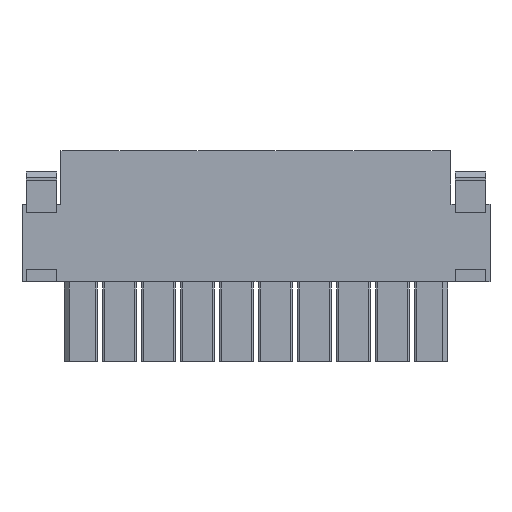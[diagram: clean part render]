
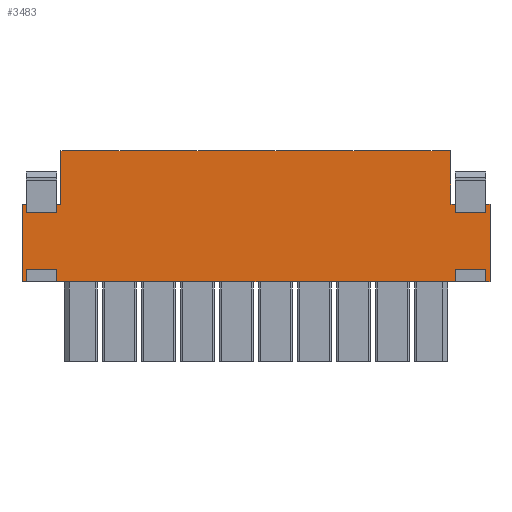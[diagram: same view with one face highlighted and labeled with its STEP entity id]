
A CAD part, front view. The second image highlights one B-rep face of the part: STEP entity #3483.
In plain terms, the highlighted planar face has unit normal (0, -1, 0).
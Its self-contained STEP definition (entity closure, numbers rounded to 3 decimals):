
#3321=AXIS2_PLACEMENT_3D('Plane Axis2P3D',#3318,#3319,#3320) ;
#80=CARTESIAN_POINT('Vertex',(84.605,0.,15.5)) ;
#83=CARTESIAN_POINT('Line Origine',(45.72,0.,15.5)) ;
#87=CARTESIAN_POINT('Vertex',(6.835,0.,15.5)) ;
#1990=CARTESIAN_POINT('Line Origine',(6.835,0.,16.7)) ;
#1994=CARTESIAN_POINT('Vertex',(6.835,0.,17.9)) ;
#2015=CARTESIAN_POINT('Vertex',(6.835,0.,29.)) ;
#2018=CARTESIAN_POINT('Line Origine',(6.835,0.,29.85)) ;
#2022=CARTESIAN_POINT('Vertex',(6.835,0.,30.7)) ;
#3085=CARTESIAN_POINT('Vertex',(7.62,0.,41.15)) ;
#3088=CARTESIAN_POINT('Line Origine',(45.72,0.,41.15)) ;
#3092=CARTESIAN_POINT('Vertex',(83.82,0.,41.15)) ;
#3318=CARTESIAN_POINT('Axis2P3D Location',(7.62,0.,15.5)) ;
#3323=CARTESIAN_POINT('Line Origine',(7.62,0.,35.925)) ;
#3327=CARTESIAN_POINT('Vertex',(7.62,0.,30.7)) ;
#3330=CARTESIAN_POINT('Line Origine',(7.228,0.,30.7)) ;
#3335=CARTESIAN_POINT('Line Origine',(3.81,0.,29.)) ;
#3339=CARTESIAN_POINT('Vertex',(0.785,0.,29.)) ;
#3342=CARTESIAN_POINT('Line Origine',(0.785,0.,29.85)) ;
#3346=CARTESIAN_POINT('Vertex',(0.785,0.,30.7)) ;
#3349=CARTESIAN_POINT('Line Origine',(0.393,0.,30.7)) ;
#3353=CARTESIAN_POINT('Vertex',(0.,0.,30.7)) ;
#3356=CARTESIAN_POINT('Line Origine',(0.,0.,23.1)) ;
#3360=CARTESIAN_POINT('Vertex',(0.,0.,15.5)) ;
#3363=CARTESIAN_POINT('Line Origine',(0.393,0.,15.5)) ;
#3367=CARTESIAN_POINT('Vertex',(0.785,0.,15.5)) ;
#3370=CARTESIAN_POINT('Line Origine',(0.785,0.,16.7)) ;
#3374=CARTESIAN_POINT('Vertex',(0.785,0.,17.9)) ;
#3377=CARTESIAN_POINT('Line Origine',(3.81,0.,17.9)) ;
#3382=CARTESIAN_POINT('Line Origine',(84.605,0.,16.7)) ;
#3386=CARTESIAN_POINT('Vertex',(84.605,0.,17.9)) ;
#3389=CARTESIAN_POINT('Line Origine',(87.63,0.,17.9)) ;
#3393=CARTESIAN_POINT('Vertex',(90.655,0.,17.9)) ;
#3396=CARTESIAN_POINT('Line Origine',(90.655,0.,16.7)) ;
#3400=CARTESIAN_POINT('Vertex',(90.655,0.,15.5)) ;
#3403=CARTESIAN_POINT('Line Origine',(91.048,0.,15.5)) ;
#3407=CARTESIAN_POINT('Vertex',(91.44,0.,15.5)) ;
#3410=CARTESIAN_POINT('Line Origine',(91.44,0.,23.1)) ;
#3414=CARTESIAN_POINT('Vertex',(91.44,0.,30.7)) ;
#3417=CARTESIAN_POINT('Line Origine',(91.048,0.,30.7)) ;
#3421=CARTESIAN_POINT('Vertex',(90.655,0.,30.7)) ;
#3424=CARTESIAN_POINT('Line Origine',(90.655,0.,29.85)) ;
#3428=CARTESIAN_POINT('Vertex',(90.655,0.,29.)) ;
#3431=CARTESIAN_POINT('Line Origine',(87.63,0.,29.)) ;
#3435=CARTESIAN_POINT('Vertex',(84.605,0.,29.)) ;
#3438=CARTESIAN_POINT('Line Origine',(84.605,0.,29.85)) ;
#3442=CARTESIAN_POINT('Vertex',(84.605,0.,30.7)) ;
#3445=CARTESIAN_POINT('Line Origine',(84.213,0.,30.7)) ;
#3449=CARTESIAN_POINT('Vertex',(83.82,0.,30.7)) ;
#3452=CARTESIAN_POINT('Line Origine',(83.82,0.,35.925)) ;
#84=DIRECTION('Vector Direction',(1.,0.,0.)) ;
#1991=DIRECTION('Vector Direction',(0.,0.,1.)) ;
#2019=DIRECTION('Vector Direction',(0.,0.,1.)) ;
#3089=DIRECTION('Vector Direction',(1.,0.,0.)) ;
#3319=DIRECTION('Axis2P3D Direction',(0.,1.,0.)) ;
#3320=DIRECTION('Axis2P3D XDirection',(0.,0.,1.)) ;
#3324=DIRECTION('Vector Direction',(0.,0.,-1.)) ;
#3331=DIRECTION('Vector Direction',(-1.,0.,0.)) ;
#3336=DIRECTION('Vector Direction',(1.,0.,0.)) ;
#3343=DIRECTION('Vector Direction',(0.,0.,-1.)) ;
#3350=DIRECTION('Vector Direction',(1.,0.,0.)) ;
#3357=DIRECTION('Vector Direction',(0.,0.,-1.)) ;
#3364=DIRECTION('Vector Direction',(1.,0.,0.)) ;
#3371=DIRECTION('Vector Direction',(0.,0.,-1.)) ;
#3378=DIRECTION('Vector Direction',(1.,0.,0.)) ;
#3383=DIRECTION('Vector Direction',(0.,0.,1.)) ;
#3390=DIRECTION('Vector Direction',(1.,0.,0.)) ;
#3397=DIRECTION('Vector Direction',(0.,0.,-1.)) ;
#3404=DIRECTION('Vector Direction',(1.,0.,0.)) ;
#3411=DIRECTION('Vector Direction',(0.,0.,-1.)) ;
#3418=DIRECTION('Vector Direction',(1.,0.,0.)) ;
#3425=DIRECTION('Vector Direction',(0.,0.,-1.)) ;
#3432=DIRECTION('Vector Direction',(1.,0.,0.)) ;
#3439=DIRECTION('Vector Direction',(0.,0.,1.)) ;
#3446=DIRECTION('Vector Direction',(1.,0.,0.)) ;
#3453=DIRECTION('Vector Direction',(0.,0.,-1.)) ;
#85=VECTOR('Line Direction',#84,1.) ;
#1992=VECTOR('Line Direction',#1991,1.) ;
#2020=VECTOR('Line Direction',#2019,1.) ;
#3090=VECTOR('Line Direction',#3089,1.) ;
#3325=VECTOR('Line Direction',#3324,1.) ;
#3332=VECTOR('Line Direction',#3331,1.) ;
#3337=VECTOR('Line Direction',#3336,1.) ;
#3344=VECTOR('Line Direction',#3343,1.) ;
#3351=VECTOR('Line Direction',#3350,1.) ;
#3358=VECTOR('Line Direction',#3357,1.) ;
#3365=VECTOR('Line Direction',#3364,1.) ;
#3372=VECTOR('Line Direction',#3371,1.) ;
#3379=VECTOR('Line Direction',#3378,1.) ;
#3384=VECTOR('Line Direction',#3383,1.) ;
#3391=VECTOR('Line Direction',#3390,1.) ;
#3398=VECTOR('Line Direction',#3397,1.) ;
#3405=VECTOR('Line Direction',#3404,1.) ;
#3412=VECTOR('Line Direction',#3411,1.) ;
#3419=VECTOR('Line Direction',#3418,1.) ;
#3426=VECTOR('Line Direction',#3425,1.) ;
#3433=VECTOR('Line Direction',#3432,1.) ;
#3440=VECTOR('Line Direction',#3439,1.) ;
#3447=VECTOR('Line Direction',#3446,1.) ;
#3454=VECTOR('Line Direction',#3453,1.) ;
#3458=ORIENTED_EDGE('',*,*,#3329,.F.) ;
#3459=ORIENTED_EDGE('',*,*,#3334,.T.) ;
#3460=ORIENTED_EDGE('',*,*,#2024,.F.) ;
#3461=ORIENTED_EDGE('',*,*,#3341,.T.) ;
#3462=ORIENTED_EDGE('',*,*,#3348,.T.) ;
#3463=ORIENTED_EDGE('',*,*,#3355,.F.) ;
#3464=ORIENTED_EDGE('',*,*,#3362,.F.) ;
#3465=ORIENTED_EDGE('',*,*,#3369,.T.) ;
#3466=ORIENTED_EDGE('',*,*,#3376,.T.) ;
#3467=ORIENTED_EDGE('',*,*,#3381,.T.) ;
#3468=ORIENTED_EDGE('',*,*,#1996,.F.) ;
#3469=ORIENTED_EDGE('',*,*,#89,.T.) ;
#3470=ORIENTED_EDGE('',*,*,#3388,.T.) ;
#3471=ORIENTED_EDGE('',*,*,#3395,.F.) ;
#3472=ORIENTED_EDGE('',*,*,#3402,.F.) ;
#3473=ORIENTED_EDGE('',*,*,#3409,.F.) ;
#3474=ORIENTED_EDGE('',*,*,#3416,.T.) ;
#3475=ORIENTED_EDGE('',*,*,#3423,.T.) ;
#3476=ORIENTED_EDGE('',*,*,#3430,.F.) ;
#3477=ORIENTED_EDGE('',*,*,#3437,.F.) ;
#3478=ORIENTED_EDGE('',*,*,#3444,.T.) ;
#3479=ORIENTED_EDGE('',*,*,#3451,.F.) ;
#3480=ORIENTED_EDGE('',*,*,#3456,.T.) ;
#3481=ORIENTED_EDGE('',*,*,#3094,.F.) ;
#3483=ADVANCED_FACE('HOUSING',(#3482),#3322,.F.) ;
#89=EDGE_CURVE('',#88,#81,#86,.T.) ;
#1996=EDGE_CURVE('',#88,#1995,#1993,.T.) ;
#2024=EDGE_CURVE('',#2016,#2023,#2021,.T.) ;
#3094=EDGE_CURVE('',#3086,#3093,#3091,.T.) ;
#3329=EDGE_CURVE('',#3328,#3086,#3326,.F.) ;
#3334=EDGE_CURVE('',#3328,#2023,#3333,.T.) ;
#3341=EDGE_CURVE('',#2016,#3340,#3338,.F.) ;
#3348=EDGE_CURVE('',#3340,#3347,#3345,.F.) ;
#3355=EDGE_CURVE('',#3354,#3347,#3352,.T.) ;
#3362=EDGE_CURVE('',#3361,#3354,#3359,.F.) ;
#3369=EDGE_CURVE('',#3361,#3368,#3366,.T.) ;
#3376=EDGE_CURVE('',#3368,#3375,#3373,.F.) ;
#3381=EDGE_CURVE('',#3375,#1995,#3380,.T.) ;
#3388=EDGE_CURVE('',#81,#3387,#3385,.T.) ;
#3395=EDGE_CURVE('',#3394,#3387,#3392,.F.) ;
#3402=EDGE_CURVE('',#3401,#3394,#3399,.F.) ;
#3409=EDGE_CURVE('',#3408,#3401,#3406,.F.) ;
#3416=EDGE_CURVE('',#3408,#3415,#3413,.F.) ;
#3423=EDGE_CURVE('',#3415,#3422,#3420,.F.) ;
#3430=EDGE_CURVE('',#3429,#3422,#3427,.F.) ;
#3437=EDGE_CURVE('',#3436,#3429,#3434,.T.) ;
#3444=EDGE_CURVE('',#3436,#3443,#3441,.T.) ;
#3451=EDGE_CURVE('',#3450,#3443,#3448,.T.) ;
#3456=EDGE_CURVE('',#3450,#3093,#3455,.F.) ;
#3457=EDGE_LOOP('',(#3458,#3459,#3460,#3461,#3462,#3463,#3464,#3465,#3466,#3467,#3468,#3469,#3470,#3471,#3472,#3473,#3474,#3475,#3476,#3477,#3478,#3479,#3480,#3481)) ;
#3482=FACE_OUTER_BOUND('',#3457,.T.) ;
#86=LINE('Line',#83,#85) ;
#1993=LINE('Line',#1990,#1992) ;
#2021=LINE('Line',#2018,#2020) ;
#3091=LINE('Line',#3088,#3090) ;
#3326=LINE('Line',#3323,#3325) ;
#3333=LINE('Line',#3330,#3332) ;
#3338=LINE('Line',#3335,#3337) ;
#3345=LINE('Line',#3342,#3344) ;
#3352=LINE('Line',#3349,#3351) ;
#3359=LINE('Line',#3356,#3358) ;
#3366=LINE('Line',#3363,#3365) ;
#3373=LINE('Line',#3370,#3372) ;
#3380=LINE('Line',#3377,#3379) ;
#3385=LINE('Line',#3382,#3384) ;
#3392=LINE('Line',#3389,#3391) ;
#3399=LINE('Line',#3396,#3398) ;
#3406=LINE('Line',#3403,#3405) ;
#3413=LINE('Line',#3410,#3412) ;
#3420=LINE('Line',#3417,#3419) ;
#3427=LINE('Line',#3424,#3426) ;
#3434=LINE('Line',#3431,#3433) ;
#3441=LINE('Line',#3438,#3440) ;
#3448=LINE('Line',#3445,#3447) ;
#3455=LINE('Line',#3452,#3454) ;
#3322=PLANE('',#3321) ;
#81=VERTEX_POINT('',#80) ;
#88=VERTEX_POINT('',#87) ;
#1995=VERTEX_POINT('',#1994) ;
#2016=VERTEX_POINT('',#2015) ;
#2023=VERTEX_POINT('',#2022) ;
#3086=VERTEX_POINT('',#3085) ;
#3093=VERTEX_POINT('',#3092) ;
#3328=VERTEX_POINT('',#3327) ;
#3340=VERTEX_POINT('',#3339) ;
#3347=VERTEX_POINT('',#3346) ;
#3354=VERTEX_POINT('',#3353) ;
#3361=VERTEX_POINT('',#3360) ;
#3368=VERTEX_POINT('',#3367) ;
#3375=VERTEX_POINT('',#3374) ;
#3387=VERTEX_POINT('',#3386) ;
#3394=VERTEX_POINT('',#3393) ;
#3401=VERTEX_POINT('',#3400) ;
#3408=VERTEX_POINT('',#3407) ;
#3415=VERTEX_POINT('',#3414) ;
#3422=VERTEX_POINT('',#3421) ;
#3429=VERTEX_POINT('',#3428) ;
#3436=VERTEX_POINT('',#3435) ;
#3443=VERTEX_POINT('',#3442) ;
#3450=VERTEX_POINT('',#3449) ;
